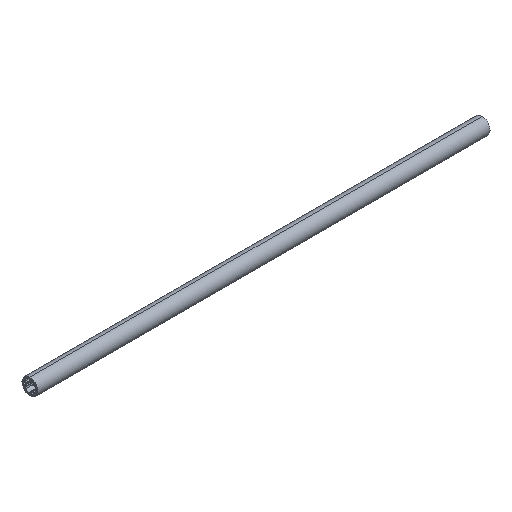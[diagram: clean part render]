
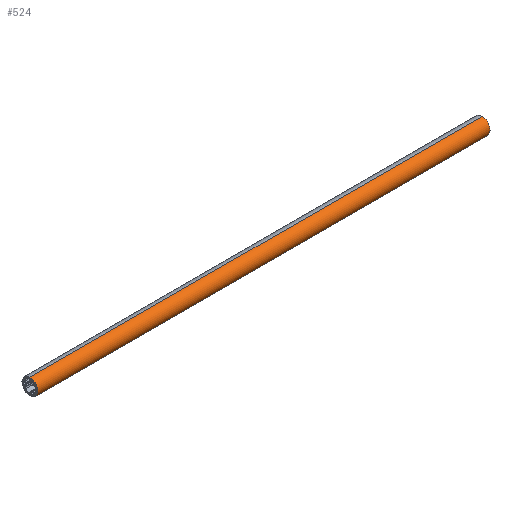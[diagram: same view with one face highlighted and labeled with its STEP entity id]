
A CAD part, isometric view. The second image highlights one B-rep face of the part: STEP entity #524.
In plain terms, the highlighted cylindrical face has radius 12.5 mm (diameter 25 mm), a partial arc.
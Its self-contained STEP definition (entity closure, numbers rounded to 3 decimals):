
#7 = DIRECTION ( 'NONE',  ( -1., 0., 0. ) ) ;
#40 = VECTOR ( 'NONE', #818, 1000. ) ;
#45 = VERTEX_POINT ( 'NONE', #606 ) ;
#63 = CARTESIAN_POINT ( 'NONE',  ( -355., 0., 12.5 ) ) ;
#80 = ORIENTED_EDGE ( 'NONE', *, *, #889, .F. ) ;
#87 = AXIS2_PLACEMENT_3D ( 'NONE', #514, #386, #270 ) ;
#129 = CARTESIAN_POINT ( 'NONE',  ( -134.295, 0., 0. ) ) ;
#169 = CARTESIAN_POINT ( 'NONE',  ( -355., 0., 0. ) ) ;
#181 = ORIENTED_EDGE ( 'NONE', *, *, #1000, .F. ) ;
#270 = DIRECTION ( 'NONE',  ( 0., 0., 1. ) ) ;
#271 = CIRCLE ( 'NONE', #87, 12.5 ) ;
#276 = DIRECTION ( 'NONE',  ( -1., 0., 0. ) ) ;
#284 = CIRCLE ( 'NONE', #300, 12.5 ) ;
#300 = AXIS2_PLACEMENT_3D ( 'NONE', #169, #1139, #1006 ) ;
#321 = CARTESIAN_POINT ( 'NONE',  ( 355., 0., 12.5 ) ) ;
#351 = AXIS2_PLACEMENT_3D ( 'NONE', #129, #7, #1098 ) ;
#365 = EDGE_CURVE ( 'NONE', #538, #1050, #521, .T. ) ;
#386 = DIRECTION ( 'NONE',  ( -1., 0., 0. ) ) ;
#393 = CARTESIAN_POINT ( 'NONE',  ( -134.295, 0., 12.5 ) ) ;
#437 = EDGE_LOOP ( 'NONE', ( #181, #1116, #609, #80 ) ) ;
#471 = CARTESIAN_POINT ( 'NONE',  ( -355., 0., -12.5 ) ) ;
#514 = CARTESIAN_POINT ( 'NONE',  ( 355., 0., 0. ) ) ;
#521 = LINE ( 'NONE', #393, #645 ) ;
#524 = ADVANCED_FACE ( 'NONE', ( #849 ), #1122, .T. ) ;
#526 = VERTEX_POINT ( 'NONE', #471 ) ;
#538 = VERTEX_POINT ( 'NONE', #321 ) ;
#606 = CARTESIAN_POINT ( 'NONE',  ( 355., 0., -12.5 ) ) ;
#609 = ORIENTED_EDGE ( 'NONE', *, *, #365, .T. ) ;
#645 = VECTOR ( 'NONE', #276, 1000. ) ;
#797 = EDGE_CURVE ( 'NONE', #45, #538, #271, .T. ) ;
#818 = DIRECTION ( 'NONE',  ( -1., 0., 0. ) ) ;
#849 = FACE_OUTER_BOUND ( 'NONE', #437, .T. ) ;
#889 = EDGE_CURVE ( 'NONE', #526, #1050, #284, .T. ) ;
#952 = CARTESIAN_POINT ( 'NONE',  ( -134.295, 0., -12.5 ) ) ;
#1000 = EDGE_CURVE ( 'NONE', #45, #526, #1214, .T. ) ;
#1006 = DIRECTION ( 'NONE',  ( 0., 0., 1. ) ) ;
#1050 = VERTEX_POINT ( 'NONE', #63 ) ;
#1098 = DIRECTION ( 'NONE',  ( 0., 0., 1. ) ) ;
#1116 = ORIENTED_EDGE ( 'NONE', *, *, #797, .T. ) ;
#1122 = CYLINDRICAL_SURFACE ( 'NONE', #351, 12.5 ) ;
#1139 = DIRECTION ( 'NONE',  ( -1., 0., 0. ) ) ;
#1214 = LINE ( 'NONE', #952, #40 ) ;
